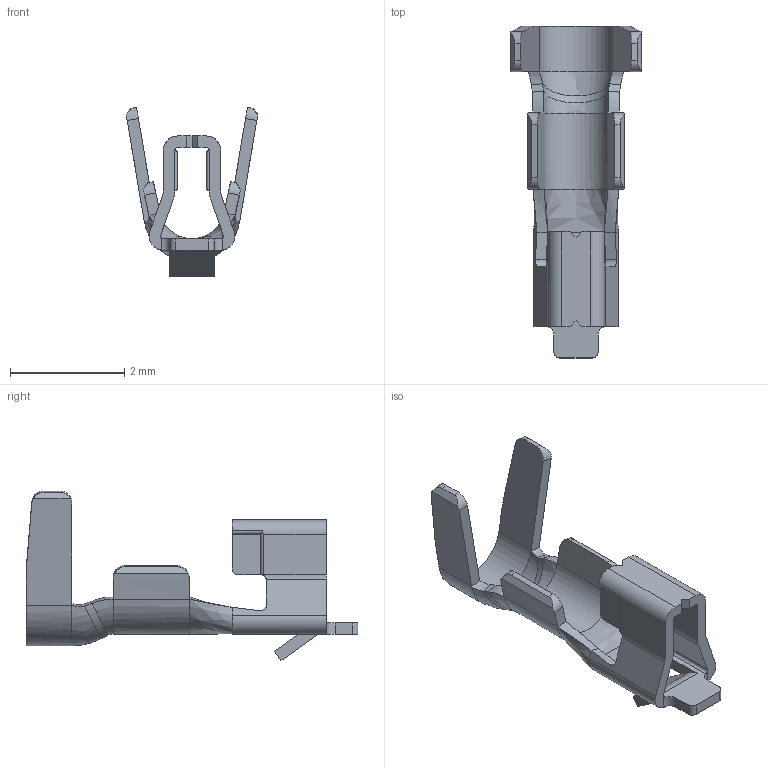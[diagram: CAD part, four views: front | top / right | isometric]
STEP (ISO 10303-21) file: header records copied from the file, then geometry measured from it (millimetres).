
FILE_DESCRIPTION( ( 'Unknown' ), '1' );
FILE_NAME( '62000113722.stp', 'Unknown', ( 'Unknown' ), ( 'Unknown' ), 'XStep 1.0', 'Unknown', ' ' );
FILE_SCHEMA( ( 'automotive_design' ) );
Length unit declared in the file: millimetre
Products named in the file (1): 1
Bounding box: 2.3 x 5.8 x 2.96 mm (x, y, z)
Volume: 4 mm3; surface area: 47.4 mm2
Topology: 1 solids, 1 shells, 140 faces, 368 edges, 228 vertices
Faces by surface type: plane 68, cylinder 50, bspline 18, torus 4
Entity records: 5937 total; most frequent: CARTESIAN_POINT 1476, ORIENTED_EDGE 736, DIRECTION 634, EDGE_CURVE 368, VERTEX_POINT 228, LINE 212, VECTOR 212, AXIS2_PLACEMENT_3D 211
